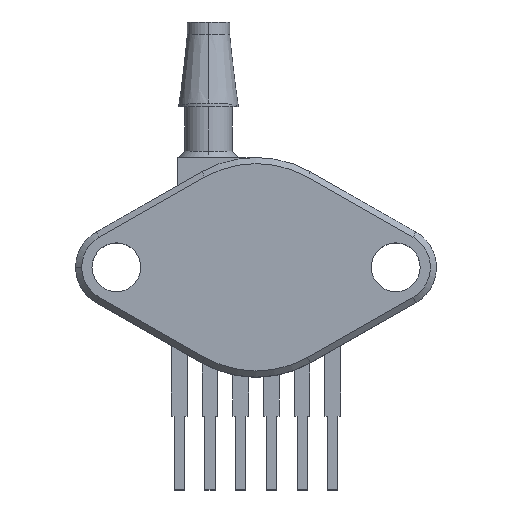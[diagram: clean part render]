
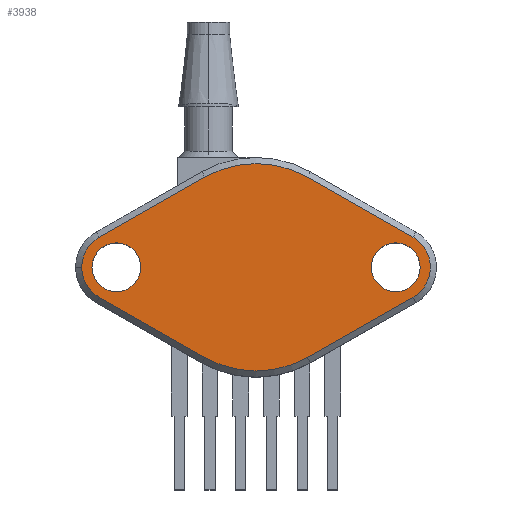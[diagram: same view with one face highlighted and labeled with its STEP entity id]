
A CAD part, top view. The second image highlights one B-rep face of the part: STEP entity #3938.
In plain terms, the highlighted planar face has unit normal (0, 0, 1).
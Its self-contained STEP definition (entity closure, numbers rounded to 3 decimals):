
#56 = ORIENTED_EDGE ( 'NONE', *, *, #2074, .F. ) ;
#75 = AXIS2_PLACEMENT_3D ( 'NONE', #3176, #1210, #3509 ) ;
#121 = CARTESIAN_POINT ( 'NONE',  ( -12.973, 2.495, 8.26 ) ) ;
#209 = AXIS2_PLACEMENT_3D ( 'NONE', #2490, #527, #2832 ) ;
#236 = AXIS2_PLACEMENT_3D ( 'NONE', #410, #2713, #748 ) ;
#271 = ORIENTED_EDGE ( 'NONE', *, *, #1170, .T. ) ;
#329 = CIRCLE ( 'NONE', #2609, 2.02 ) ;
#364 = VERTEX_POINT ( 'NONE', #2095 ) ;
#366 = ORIENTED_EDGE ( 'NONE', *, *, #3829, .F. ) ;
#410 = CARTESIAN_POINT ( 'NONE',  ( 11.555, 0., 8.26 ) ) ;
#527 = DIRECTION ( 'NONE',  ( 0., 0., 1. ) ) ;
#549 = AXIS2_PLACEMENT_3D ( 'NONE', #851, #3129, #1169 ) ;
#587 = DIRECTION ( 'NONE',  ( 0., 0., 1. ) ) ;
#715 = VERTEX_POINT ( 'NONE', #2159 ) ;
#748 = DIRECTION ( 'NONE',  ( 1., 0., 0. ) ) ;
#753 = DIRECTION ( 'NONE',  ( 0., 0., 1. ) ) ;
#755 = ORIENTED_EDGE ( 'NONE', *, *, #1388, .T. ) ;
#822 = CARTESIAN_POINT ( 'NONE',  ( -11.555, 0., 8.26 ) ) ;
#851 = CARTESIAN_POINT ( 'NONE',  ( 0., 0., 8.26 ) ) ;
#854 = CARTESIAN_POINT ( 'NONE',  ( -9.535, 0., 8.26 ) ) ;
#945 = VECTOR ( 'NONE', #4155, 1000. ) ;
#983 = EDGE_CURVE ( 'NONE', #2218, #715, #3272, .T. ) ;
#987 = CARTESIAN_POINT ( 'NONE',  ( -4.24, 7.459, 8.26 ) ) ;
#1006 = CARTESIAN_POINT ( 'NONE',  ( -4.24, -7.459, 8.26 ) ) ;
#1130 = CARTESIAN_POINT ( 'NONE',  ( -12.973, -2.495, 8.26 ) ) ;
#1140 = DIRECTION ( 'NONE',  ( 1., 0., 0. ) ) ;
#1146 = CARTESIAN_POINT ( 'NONE',  ( 4.24, 7.459, 8.26 ) ) ;
#1169 = DIRECTION ( 'NONE',  ( 1., 0., 0. ) ) ;
#1170 = EDGE_CURVE ( 'NONE', #3407, #1943, #2005, .T. ) ;
#1180 = CARTESIAN_POINT ( 'NONE',  ( -4.24, -7.459, 8.26 ) ) ;
#1210 = DIRECTION ( 'NONE',  ( 0., 0., 1. ) ) ;
#1227 = ORIENTED_EDGE ( 'NONE', *, *, #2360, .T. ) ;
#1238 = ORIENTED_EDGE ( 'NONE', *, *, #4030, .T. ) ;
#1251 = FACE_OUTER_BOUND ( 'NONE', #2297, .T. ) ;
#1271 = EDGE_CURVE ( 'NONE', #2420, #3407, #3552, .T. ) ;
#1279 = CARTESIAN_POINT ( 'NONE',  ( -11.555, 0., 8.26 ) ) ;
#1372 = LINE ( 'NONE', #3080, #2144 ) ;
#1388 = EDGE_CURVE ( 'NONE', #3553, #2420, #2912, .T. ) ;
#1407 = VERTEX_POINT ( 'NONE', #3118 ) ;
#1520 = ORIENTED_EDGE ( 'NONE', *, *, #983, .F. ) ;
#1582 = EDGE_CURVE ( 'NONE', #364, #4028, #3943, .T. ) ;
#1600 = DIRECTION ( 'NONE',  ( 1., 0., 0. ) ) ;
#1665 = CIRCLE ( 'NONE', #236, 2.87 ) ;
#1680 = DIRECTION ( 'NONE',  ( 0., 0., 1. ) ) ;
#1704 = AXIS2_PLACEMENT_3D ( 'NONE', #822, #3104, #1140 ) ;
#1815 = CARTESIAN_POINT ( 'NONE',  ( 4.24, 7.459, 8.26 ) ) ;
#1822 = EDGE_CURVE ( 'NONE', #1407, #2007, #2251, .T. ) ;
#1836 = DIRECTION ( 'NONE',  ( 0., 0., 1. ) ) ;
#1877 = CARTESIAN_POINT ( 'NONE',  ( 12.973, -2.495, 8.26 ) ) ;
#1943 = VERTEX_POINT ( 'NONE', #3739 ) ;
#1992 = CARTESIAN_POINT ( 'NONE',  ( -14.425, 0., 8.26 ) ) ;
#2005 = CIRCLE ( 'NONE', #549, 8.58 ) ;
#2007 = VERTEX_POINT ( 'NONE', #854 ) ;
#2021 = FACE_BOUND ( 'NONE', #2493, .T. ) ;
#2022 = ORIENTED_EDGE ( 'NONE', *, *, #1822, .F. ) ;
#2074 = EDGE_CURVE ( 'NONE', #715, #2218, #3353, .T. ) ;
#2094 = ORIENTED_EDGE ( 'NONE', *, *, #2985, .T. ) ;
#2095 = CARTESIAN_POINT ( 'NONE',  ( 12.973, 2.495, 8.26 ) ) ;
#2138 = DIRECTION ( 'NONE',  ( 0.869, 0.494, 0. ) ) ;
#2144 = VECTOR ( 'NONE', #2138, 1000. ) ;
#2159 = CARTESIAN_POINT ( 'NONE',  ( 9.535, 0., 8.26 ) ) ;
#2197 = AXIS2_PLACEMENT_3D ( 'NONE', #2716, #753, #3045 ) ;
#2218 = VERTEX_POINT ( 'NONE', #2683 ) ;
#2223 = LINE ( 'NONE', #121, #3982 ) ;
#2251 = CIRCLE ( 'NONE', #2197, 2.02 ) ;
#2297 = EDGE_LOOP ( 'NONE', ( #3576, #755, #2367, #271, #1238, #2094, #2608, #3556, #1227 ) ) ;
#2319 = PLANE ( 'NONE',  #3619 ) ;
#2360 = EDGE_CURVE ( 'NONE', #2823, #4157, #2223, .T. ) ;
#2367 = ORIENTED_EDGE ( 'NONE', *, *, #1271, .T. ) ;
#2419 = DIRECTION ( 'NONE',  ( -0.869, -0.494, 0. ) ) ;
#2420 = VERTEX_POINT ( 'NONE', #1130 ) ;
#2490 = CARTESIAN_POINT ( 'NONE',  ( -11.555, 0., 8.26 ) ) ;
#2493 = EDGE_LOOP ( 'NONE', ( #2022, #366 ) ) ;
#2553 = CARTESIAN_POINT ( 'NONE',  ( 11.555, 0., 8.26 ) ) ;
#2608 = ORIENTED_EDGE ( 'NONE', *, *, #1582, .T. ) ;
#2609 = AXIS2_PLACEMENT_3D ( 'NONE', #1279, #3575, #1600 ) ;
#2638 = VERTEX_POINT ( 'NONE', #1877 ) ;
#2658 = CIRCLE ( 'NONE', #4041, 8.58 ) ;
#2683 = CARTESIAN_POINT ( 'NONE',  ( 13.575, 0., 8.26 ) ) ;
#2713 = DIRECTION ( 'NONE',  ( 0., 0., 1. ) ) ;
#2716 = CARTESIAN_POINT ( 'NONE',  ( -11.555, 0., 8.26 ) ) ;
#2823 = VERTEX_POINT ( 'NONE', #987 ) ;
#2824 = AXIS2_PLACEMENT_3D ( 'NONE', #2553, #587, #3946 ) ;
#2832 = DIRECTION ( 'NONE',  ( 1., 0., 0. ) ) ;
#2912 = CIRCLE ( 'NONE', #1704, 2.87 ) ;
#2985 = EDGE_CURVE ( 'NONE', #2638, #364, #1665, .T. ) ;
#3045 = DIRECTION ( 'NONE',  ( 1., 0., 0. ) ) ;
#3066 = VECTOR ( 'NONE', #4153, 1000. ) ;
#3080 = CARTESIAN_POINT ( 'NONE',  ( 12.973, -2.495, 8.26 ) ) ;
#3104 = DIRECTION ( 'NONE',  ( 0., 0., 1. ) ) ;
#3118 = CARTESIAN_POINT ( 'NONE',  ( -13.575, 0., 8.26 ) ) ;
#3129 = DIRECTION ( 'NONE',  ( 0., 0., 1. ) ) ;
#3176 = CARTESIAN_POINT ( 'NONE',  ( 11.555, 0., 8.26 ) ) ;
#3272 = CIRCLE ( 'NONE', #75, 2.02 ) ;
#3353 = CIRCLE ( 'NONE', #2824, 2.02 ) ;
#3407 = VERTEX_POINT ( 'NONE', #1006 ) ;
#3509 = DIRECTION ( 'NONE',  ( 1., 0., 0. ) ) ;
#3524 = CIRCLE ( 'NONE', #209, 2.87 ) ;
#3552 = LINE ( 'NONE', #1180, #945 ) ;
#3553 = VERTEX_POINT ( 'NONE', #1992 ) ;
#3554 = EDGE_CURVE ( 'NONE', #4028, #2823, #2658, .T. ) ;
#3556 = ORIENTED_EDGE ( 'NONE', *, *, #3554, .T. ) ;
#3565 = EDGE_CURVE ( 'NONE', #4157, #3553, #3524, .T. ) ;
#3575 = DIRECTION ( 'NONE',  ( 0., 0., 1. ) ) ;
#3576 = ORIENTED_EDGE ( 'NONE', *, *, #3565, .T. ) ;
#3619 = AXIS2_PLACEMENT_3D ( 'NONE', #3644, #1680, #3978 ) ;
#3644 = CARTESIAN_POINT ( 'NONE',  ( 0., 0., 8.26 ) ) ;
#3671 = EDGE_LOOP ( 'NONE', ( #56, #1520 ) ) ;
#3739 = CARTESIAN_POINT ( 'NONE',  ( 4.24, -7.459, 8.26 ) ) ;
#3769 = FACE_BOUND ( 'NONE', #3671, .T. ) ;
#3801 = CARTESIAN_POINT ( 'NONE',  ( 0., 0., 8.26 ) ) ;
#3824 = CARTESIAN_POINT ( 'NONE',  ( -12.973, 2.495, 8.26 ) ) ;
#3829 = EDGE_CURVE ( 'NONE', #2007, #1407, #329, .T. ) ;
#3938 = ADVANCED_FACE ( 'NONE', ( #1251, #3769, #2021 ), #2319, .T. ) ;
#3943 = LINE ( 'NONE', #1815, #3066 ) ;
#3946 = DIRECTION ( 'NONE',  ( 1., 0., 0. ) ) ;
#3978 = DIRECTION ( 'NONE',  ( 1., 0., 0. ) ) ;
#3982 = VECTOR ( 'NONE', #2419, 1000. ) ;
#4028 = VERTEX_POINT ( 'NONE', #1146 ) ;
#4030 = EDGE_CURVE ( 'NONE', #1943, #2638, #1372, .T. ) ;
#4041 = AXIS2_PLACEMENT_3D ( 'NONE', #3801, #1836, #4138 ) ;
#4138 = DIRECTION ( 'NONE',  ( 1., 0., 0. ) ) ;
#4153 = DIRECTION ( 'NONE',  ( -0.869, 0.494, 0. ) ) ;
#4155 = DIRECTION ( 'NONE',  ( 0.869, -0.494, 0. ) ) ;
#4157 = VERTEX_POINT ( 'NONE', #3824 ) ;
